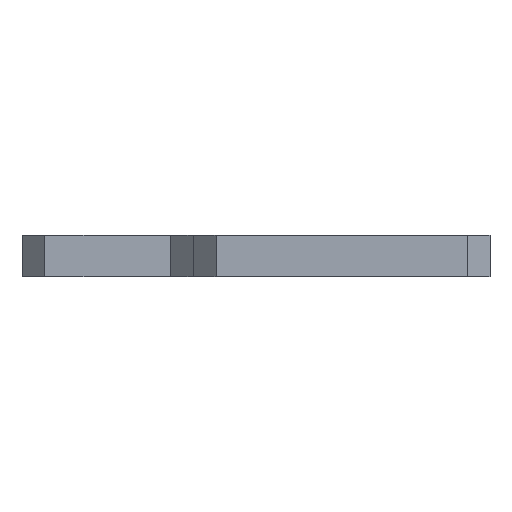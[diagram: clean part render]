
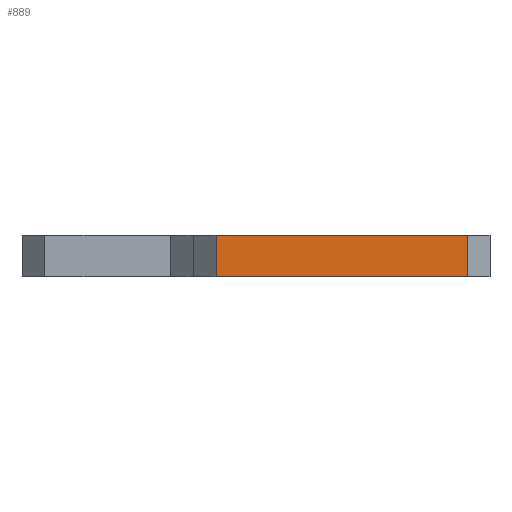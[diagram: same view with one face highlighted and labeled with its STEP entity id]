
A CAD part, front view. The second image highlights one B-rep face of the part: STEP entity #889.
In plain terms, the highlighted planar face has unit normal (0, -1, 0).
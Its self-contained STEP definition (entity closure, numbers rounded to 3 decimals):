
#190 = CARTESIAN_POINT ( 'NONE',  ( 85., 0., 18. ) ) ;
#242 = DIRECTION ( 'NONE',  ( 0., 1., 0. ) ) ;
#312 = CARTESIAN_POINT ( 'NONE',  ( 195., 0., 18. ) ) ;
#376 = ORIENTED_EDGE ( 'NONE', *, *, #3518, .T. ) ;
#642 = ORIENTED_EDGE ( 'NONE', *, *, #3058, .F. ) ;
#712 = ORIENTED_EDGE ( 'NONE', *, *, #3983, .T. ) ;
#889 = ADVANCED_FACE ( 'NONE', ( #2186 ), #1876, .F. ) ;
#932 = VERTEX_POINT ( 'NONE', #3585 ) ;
#1024 = VECTOR ( 'NONE', #3506, 1000. ) ;
#1038 = VECTOR ( 'NONE', #2958, 1000. ) ;
#1130 = LINE ( 'NONE', #190, #1918 ) ;
#1521 = AXIS2_PLACEMENT_3D ( 'NONE', #3168, #242, #2467 ) ;
#1626 = CARTESIAN_POINT ( 'NONE',  ( 195., 0., 18. ) ) ;
#1778 = CARTESIAN_POINT ( 'NONE',  ( 85., 0., 0. ) ) ;
#1876 = PLANE ( 'NONE',  #1521 ) ;
#1918 = VECTOR ( 'NONE', #2141, 1000. ) ;
#1975 = VERTEX_POINT ( 'NONE', #2165 ) ;
#2016 = CARTESIAN_POINT ( 'NONE',  ( 195., 0., 0. ) ) ;
#2141 = DIRECTION ( 'NONE',  ( 0., 0., -1. ) ) ;
#2165 = CARTESIAN_POINT ( 'NONE',  ( 85., 0., 18. ) ) ;
#2186 = FACE_OUTER_BOUND ( 'NONE', #3939, .T. ) ;
#2425 = VERTEX_POINT ( 'NONE', #1778 ) ;
#2467 = DIRECTION ( 'NONE',  ( -1., 0., 0. ) ) ;
#2863 = LINE ( 'NONE', #312, #1024 ) ;
#2958 = DIRECTION ( 'NONE',  ( 0., 0., -1. ) ) ;
#3058 = EDGE_CURVE ( 'NONE', #3708, #932, #3298, .T. ) ;
#3077 = VECTOR ( 'NONE', #3607, 1000. ) ;
#3168 = CARTESIAN_POINT ( 'NONE',  ( 195., 0., 18. ) ) ;
#3298 = LINE ( 'NONE', #1626, #1038 ) ;
#3464 = ORIENTED_EDGE ( 'NONE', *, *, #4042, .F. ) ;
#3506 = DIRECTION ( 'NONE',  ( 1., 0., 0. ) ) ;
#3518 = EDGE_CURVE ( 'NONE', #2425, #932, #3567, .T. ) ;
#3567 = LINE ( 'NONE', #2016, #3077 ) ;
#3585 = CARTESIAN_POINT ( 'NONE',  ( 195., 0., 0. ) ) ;
#3607 = DIRECTION ( 'NONE',  ( 1., 0., 0. ) ) ;
#3691 = CARTESIAN_POINT ( 'NONE',  ( 195., 0., 18. ) ) ;
#3708 = VERTEX_POINT ( 'NONE', #3691 ) ;
#3939 = EDGE_LOOP ( 'NONE', ( #376, #642, #3464, #712 ) ) ;
#3983 = EDGE_CURVE ( 'NONE', #1975, #2425, #1130, .T. ) ;
#4042 = EDGE_CURVE ( 'NONE', #1975, #3708, #2863, .T. ) ;
